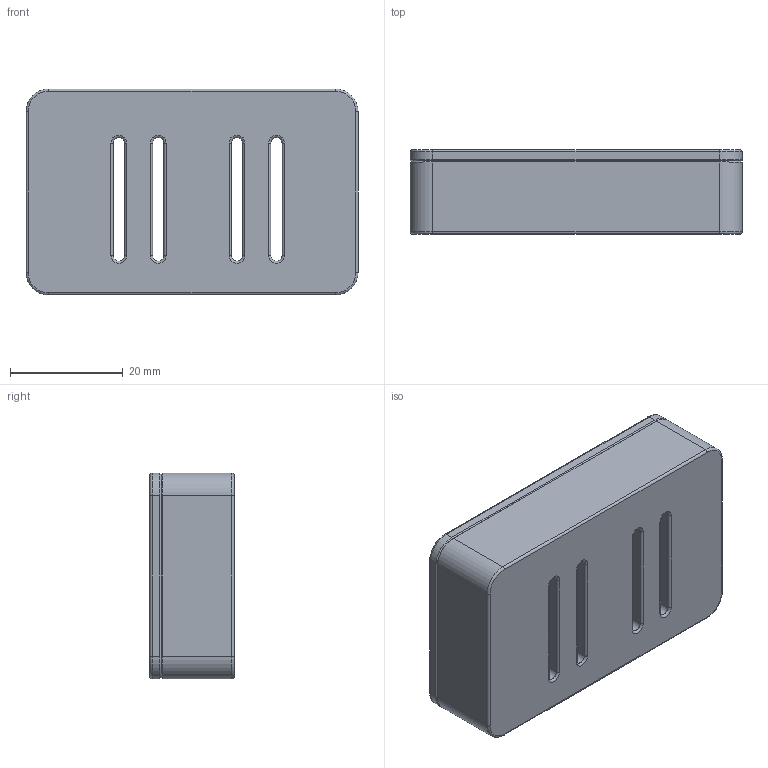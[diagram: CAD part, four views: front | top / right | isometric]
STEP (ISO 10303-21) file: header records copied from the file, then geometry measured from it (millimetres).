
FILE_DESCRIPTION(/* description */ (''),/* implementation_level */ '2;1');
FILE_NAME(/* name */ 'Polar Pico Enclosure v40.step',/* time_stamp */ '2026-01-08T11:25:54+11:00',/* author */ (''),/* organization */ (''),/* preprocessor_version */ 'ST-DEVELOPER v20.1',/* originating_system */ 'Autodesk Translation Framework v14.21.0.0',/* authorisation */ '');
FILE_SCHEMA (('AUTOMOTIVE_DESIGN { 1 0 10303 214 3 1 1 }'));
Length unit declared in the file: millimetre
Products named in the file (1): Polar Pico Enclosure
Bounding box: 59 x 15 x 36.6 mm (x, y, z)
Volume: 18950.1 mm3; surface area: 14498.6 mm2
Topology: 2 solids, 2 shells, 277 faces, 668 edges, 405 vertices
Faces by surface type: cylinder 111, plane 99, torus 48, cone 19
Full cylindrical faces by diameter (mm): 2 x2, 2.8 x3, 3.3 x3, 4.1 x3, 5 x4, 5.5 x1, 6.5 x2
Entity records: 8137 total; most frequent: DIRECTION 1528, CARTESIAN_POINT 1349, ORIENTED_EDGE 1332, EDGE_CURVE 666, AXIS2_PLACEMENT_3D 584, VERTEX_POINT 405, LINE 360, VECTOR 360
